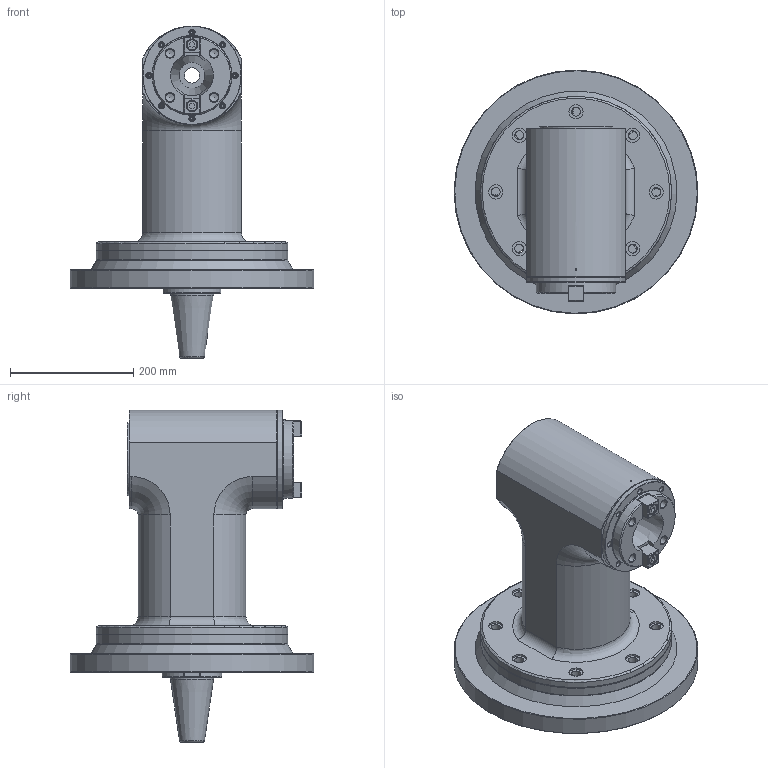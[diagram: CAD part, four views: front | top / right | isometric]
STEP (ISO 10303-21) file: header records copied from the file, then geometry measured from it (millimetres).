
FILE_DESCRIPTION(/* description */ (''),/* implementation_level */ '2;1');
FILE_NAME(/* name */ '9.G90.S5001-CAT50.stp',/* time_stamp */ '2024-07-12T10:10:40-04:00',/* author */ ('jkrenzer'),/* organization */ (''),/* preprocessor_version */ 'ST-DEVELOPER v18.1',/* originating_system */ 'Autodesk Inventor 2022',/* authorisation */ '');
FILE_SCHEMA (('AUTOMOTIVE_DESIGN { 1 0 10303 214 3 1 1 }'));
Length unit declared in the file: millimetre
Products named in the file (4): 9.G90.S5001-CAT50; 9_G90_S5001; 9_UF_00006 (Classic MTC Universal Flange, Type 6); 9_SK_45_1   (Classic, Cat50, MTC)
Assembly tree (3 placements, depth 2):
  9.G90.S5001-CAT50
    9_G90_S5001
    9_UF_00006 (Classic MTC Universal Flange, Type 6)
    9_SK_45_1   (Classic, Cat50, MTC)
Bounding box: 394.95 x 394.95 x 538 mm (x, y, z)
Volume: 14153928.2 mm3; surface area: 1309392.9 mm2
Topology: 12 solids, 26 shells, 1180 faces, 2758 edges, 1725 vertices
Faces by surface type: cone 414, plane 372, cylinder 362, torus 20, bspline 12
Full cylindrical faces by diameter (mm): 2.5 x2, 3.3 x2, 4 x2, 4.2 x19, 5 x3, 5.5 x8, 6 x2, 6.8 x2, 8 x6, 8.5 x7, 8.8 x1, 9 x10, 10.5 x1, 11 x1, 12 x9, 13 x7, 14 x20, 14.5 x8, 18 x2, 19 x2, 20 x2, 21.96 x1, 23 x8, 24 x1, 25 x3, 25.5 x1, 26.16 x1, 35 x1, 40 x2, 42 x2
Entity records: 38253 total; most frequent: CARTESIAN_POINT 10311, DIRECTION 6216, ORIENTED_EDGE 5450, EDGE_CURVE 2738, AXIS2_PLACEMENT_3D 2465, VERTEX_POINT 1725, EDGE_LOOP 1415, LINE 1286
